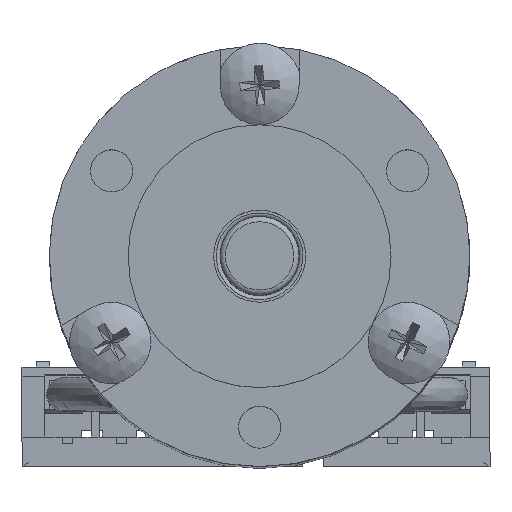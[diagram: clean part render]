
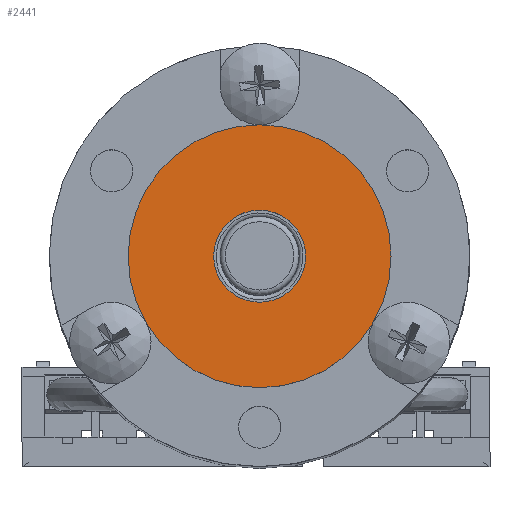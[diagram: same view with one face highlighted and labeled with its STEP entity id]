
A CAD part, top view. The second image highlights one B-rep face of the part: STEP entity #2441.
In plain terms, the highlighted planar face has unit normal (0, 0, 1).
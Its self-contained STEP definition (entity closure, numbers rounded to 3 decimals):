
#55 = CARTESIAN_POINT ( 'NONE',  ( 0., 0., 6. ) ) ;
#2441 = ADVANCED_FACE ( 'NONE', ( #17103, #7289 ), #5463, .T. ) ;
#5388 = AXIS2_PLACEMENT_3D ( 'NONE', #55, #13032, #8177 ) ;
#5463 = PLANE ( 'NONE',  #17734 ) ;
#5473 = CARTESIAN_POINT ( 'NONE',  ( -1.75, 0., 6. ) ) ;
#5765 = CIRCLE ( 'NONE', #14049, 1.75 ) ;
#5822 = EDGE_LOOP ( 'NONE', ( #13854 ) ) ;
#5892 = VERTEX_POINT ( 'NONE', #9139 ) ;
#7075 = CARTESIAN_POINT ( 'NONE',  ( 0., 0., 6. ) ) ;
#7193 = VERTEX_POINT ( 'NONE', #5473 ) ;
#7289 = FACE_OUTER_BOUND ( 'NONE', #5822, .T. ) ;
#8177 = DIRECTION ( 'NONE',  ( 1., 0., 0. ) ) ;
#9139 = CARTESIAN_POINT ( 'NONE',  ( 5., 0., 6. ) ) ;
#10446 = EDGE_LOOP ( 'NONE', ( #16060 ) ) ;
#10863 = EDGE_CURVE ( 'NONE', #7193, #7193, #5765, .T. ) ;
#12337 = DIRECTION ( 'NONE',  ( 0., 0., -1. ) ) ;
#12968 = CIRCLE ( 'NONE', #5388, 5. ) ;
#13032 = DIRECTION ( 'NONE',  ( 0., 0., 1. ) ) ;
#13158 = EDGE_CURVE ( 'NONE', #5892, #5892, #12968, .T. ) ;
#13666 = DIRECTION ( 'NONE',  ( 0., 0., 1. ) ) ;
#13854 = ORIENTED_EDGE ( 'NONE', *, *, #13158, .T. ) ;
#14049 = AXIS2_PLACEMENT_3D ( 'NONE', #20329, #12337, #15254 ) ;
#15254 = DIRECTION ( 'NONE',  ( -1., 0., 0. ) ) ;
#16060 = ORIENTED_EDGE ( 'NONE', *, *, #10863, .T. ) ;
#17103 = FACE_BOUND ( 'NONE', #10446, .T. ) ;
#17734 = AXIS2_PLACEMENT_3D ( 'NONE', #7075, #13666, #18832 ) ;
#18832 = DIRECTION ( 'NONE',  ( 1., 0., 0. ) ) ;
#20329 = CARTESIAN_POINT ( 'NONE',  ( 0., 0., 6. ) ) ;
